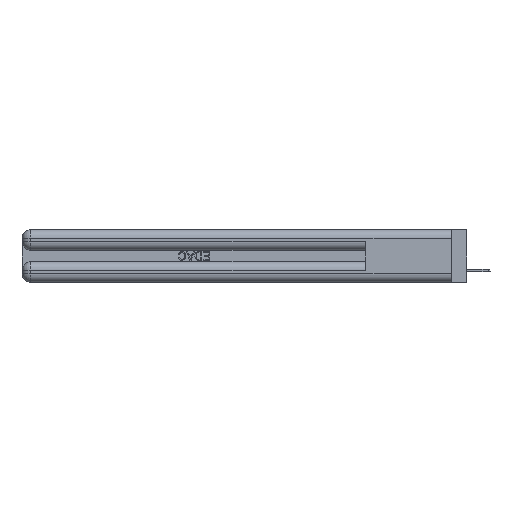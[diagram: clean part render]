
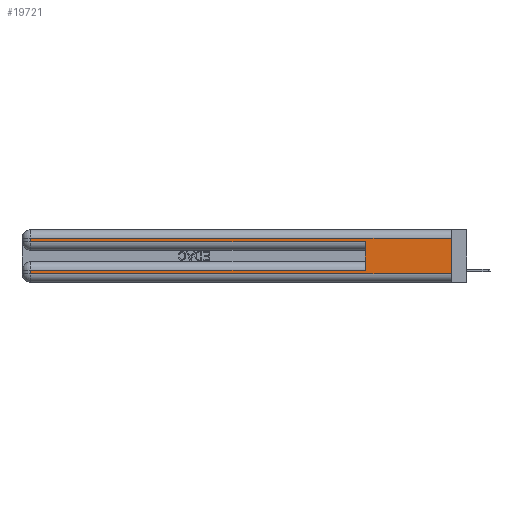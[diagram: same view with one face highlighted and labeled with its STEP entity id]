
A CAD part, left-side view. The second image highlights one B-rep face of the part: STEP entity #19721.
In plain terms, the highlighted planar face has unit normal (-1, 0, 0).
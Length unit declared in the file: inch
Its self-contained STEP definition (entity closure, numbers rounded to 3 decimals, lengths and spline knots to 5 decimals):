
#787 = VECTOR ( 'NONE', #14240, 39.37008 ) ;
#2900 = ORIENTED_EDGE ( 'NONE', *, *, #18309, .T. ) ;
#3596 = CARTESIAN_POINT ( 'NONE',  ( 0., 2.94, 0.085 ) ) ;
#4838 = DIRECTION ( 'NONE',  ( 0., 0., -1. ) ) ;
#5859 = ORIENTED_EDGE ( 'NONE', *, *, #21399, .T. ) ;
#5979 = DIRECTION ( 'NONE',  ( 0., 0., -1. ) ) ;
#7934 = CARTESIAN_POINT ( 'NONE',  ( 0., 2.94, 0.285 ) ) ;
#8170 = VERTEX_POINT ( 'NONE', #14789 ) ;
#8425 = CARTESIAN_POINT ( 'NONE',  ( 0., 0., 0.06 ) ) ;
#9289 = AXIS2_PLACEMENT_3D ( 'NONE', #44159, #13643, #4838 ) ;
#9676 = CARTESIAN_POINT ( 'NONE',  ( 0., 2.94, 0.31 ) ) ;
#9759 = VECTOR ( 'NONE', #16630, 39.37008 ) ;
#9828 = CARTESIAN_POINT ( 'NONE',  ( 0., 0., 0.37 ) ) ;
#13643 = DIRECTION ( 'NONE',  ( 1., 0., 0. ) ) ;
#13979 = DIRECTION ( 'NONE',  ( 0., 1., 0. ) ) ;
#14032 = DIRECTION ( 'NONE',  ( 0., 0., 1. ) ) ;
#14240 = DIRECTION ( 'NONE',  ( 0., -1., 0. ) ) ;
#14789 = CARTESIAN_POINT ( 'NONE',  ( 0., 0.6, 0.285 ) ) ;
#15984 = DIRECTION ( 'NONE',  ( 0., -1., 0. ) ) ;
#16630 = DIRECTION ( 'NONE',  ( 0., 1., 0. ) ) ;
#16951 = LINE ( 'NONE', #48333, #20946 ) ;
#17446 = LINE ( 'NONE', #40609, #44961 ) ;
#18309 = EDGE_CURVE ( 'NONE', #29419, #27149, #38479, .T. ) ;
#18423 = DIRECTION ( 'NONE',  ( 0., 0., -1. ) ) ;
#19721 = ADVANCED_FACE ( 'NONE', ( #26307 ), #47387, .F. ) ;
#19961 = VECTOR ( 'NONE', #18423, 39.37008 ) ;
#20423 = EDGE_CURVE ( 'NONE', #21332, #29386, #42745, .T. ) ;
#20946 = VECTOR ( 'NONE', #14032, 39.37008 ) ;
#21332 = VERTEX_POINT ( 'NONE', #32921 ) ;
#21399 = EDGE_CURVE ( 'NONE', #23796, #29419, #39257, .T. ) ;
#23217 = CARTESIAN_POINT ( 'NONE',  ( 0., 0., 0.06 ) ) ;
#23796 = VERTEX_POINT ( 'NONE', #45629 ) ;
#25011 = ORIENTED_EDGE ( 'NONE', *, *, #20423, .F. ) ;
#25145 = ORIENTED_EDGE ( 'NONE', *, *, #46589, .T. ) ;
#25711 = CARTESIAN_POINT ( 'NONE',  ( 0., 2.94, 0.06 ) ) ;
#26307 = FACE_OUTER_BOUND ( 'NONE', #48745, .T. ) ;
#27149 = VERTEX_POINT ( 'NONE', #25711 ) ;
#28022 = EDGE_CURVE ( 'NONE', #52528, #55523, #17446, .T. ) ;
#29339 = CARTESIAN_POINT ( 'NONE',  ( 0., 0., 0.085 ) ) ;
#29386 = VERTEX_POINT ( 'NONE', #8425 ) ;
#29419 = VERTEX_POINT ( 'NONE', #3596 ) ;
#31637 = EDGE_CURVE ( 'NONE', #55523, #8170, #54666, .T. ) ;
#32921 = CARTESIAN_POINT ( 'NONE',  ( 0., 0., 0.31 ) ) ;
#35745 = DIRECTION ( 'NONE',  ( 0., 0., -1. ) ) ;
#37882 = CARTESIAN_POINT ( 'NONE',  ( 0., 0., 0.285 ) ) ;
#38479 = LINE ( 'NONE', #48356, #48559 ) ;
#39257 = LINE ( 'NONE', #29339, #9759 ) ;
#39814 = CARTESIAN_POINT ( 'NONE',  ( 0., 0., 0.31 ) ) ;
#39823 = EDGE_CURVE ( 'NONE', #21332, #52528, #55370, .T. ) ;
#39951 = VECTOR ( 'NONE', #13979, 39.37008 ) ;
#40609 = CARTESIAN_POINT ( 'NONE',  ( 0., 2.94, 0.37 ) ) ;
#41489 = EDGE_CURVE ( 'NONE', #23796, #8170, #16951, .T. ) ;
#42745 = LINE ( 'NONE', #9828, #19961 ) ;
#42963 = ORIENTED_EDGE ( 'NONE', *, *, #41489, .F. ) ;
#44159 = CARTESIAN_POINT ( 'NONE',  ( 0., 0., 0.37 ) ) ;
#44961 = VECTOR ( 'NONE', #35745, 39.37008 ) ;
#45629 = CARTESIAN_POINT ( 'NONE',  ( 0., 0.6, 0.085 ) ) ;
#46589 = EDGE_CURVE ( 'NONE', #27149, #29386, #51773, .T. ) ;
#47387 = PLANE ( 'NONE',  #9289 ) ;
#47939 = VECTOR ( 'NONE', #15984, 39.37008 ) ;
#48333 = CARTESIAN_POINT ( 'NONE',  ( 0., 0.6, 0.145 ) ) ;
#48356 = CARTESIAN_POINT ( 'NONE',  ( 0., 2.94, 0.37 ) ) ;
#48559 = VECTOR ( 'NONE', #5979, 39.37008 ) ;
#48745 = EDGE_LOOP ( 'NONE', ( #25011, #53791, #49931, #50332, #42963, #5859, #2900, #25145 ) ) ;
#49931 = ORIENTED_EDGE ( 'NONE', *, *, #28022, .T. ) ;
#50332 = ORIENTED_EDGE ( 'NONE', *, *, #31637, .T. ) ;
#51773 = LINE ( 'NONE', #23217, #787 ) ;
#52528 = VERTEX_POINT ( 'NONE', #9676 ) ;
#53791 = ORIENTED_EDGE ( 'NONE', *, *, #39823, .T. ) ;
#54666 = LINE ( 'NONE', #37882, #47939 ) ;
#55370 = LINE ( 'NONE', #39814, #39951 ) ;
#55523 = VERTEX_POINT ( 'NONE', #7934 ) ;
